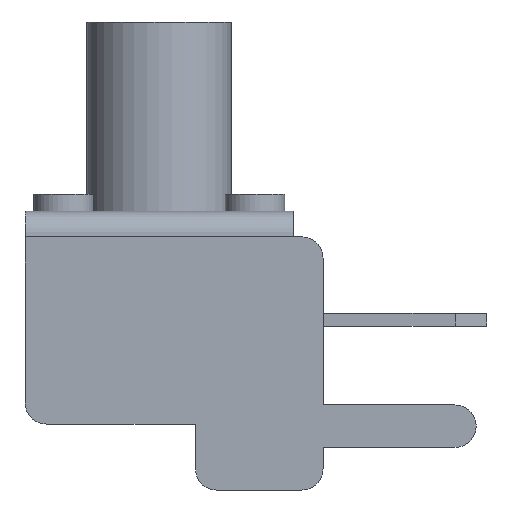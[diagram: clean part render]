
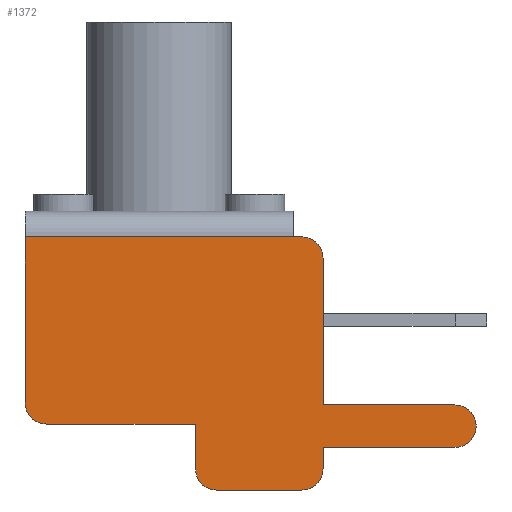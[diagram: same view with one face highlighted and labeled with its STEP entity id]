
A CAD part, left-side view. The second image highlights one B-rep face of the part: STEP entity #1372.
In plain terms, the highlighted planar face has unit normal (-1, 0, 0).
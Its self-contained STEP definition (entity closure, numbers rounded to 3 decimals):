
#71=LINE($,#2115,#201);
#97=LINE($,#2190,#227);
#99=LINE($,#2194,#229);
#102=LINE($,#2200,#232);
#104=LINE($,#2204,#234);
#107=LINE($,#2210,#237);
#120=LINE($,#2238,#250);
#125=LINE($,#2254,#255);
#129=LINE($,#2266,#259);
#133=LINE($,#2278,#263);
#201=VECTOR($,#1718,6.3);
#227=VECTOR($,#1778,3.5);
#229=VECTOR($,#1782,1.05);
#232=VECTOR($,#1787,3.1);
#234=VECTOR($,#1791,0.2);
#237=VECTOR($,#1796,0.5);
#250=VECTOR($,#1823,3.9);
#255=VECTOR($,#1844,2.);
#259=VECTOR($,#1860,3.45);
#263=VECTOR($,#1876,3.1);
#391=FACE_OUTER_BOUND($,#488,.T.);
#488=EDGE_LOOP($,(#1138,#1139,#1140,#1141,#1142,#1143,#1144,#1145,#1146,
#1147,#1148,#1149,#1150,#1151,#1152));
#546=CIRCLE($,#1485,0.5);
#547=CIRCLE($,#1488,0.5);
#550=CIRCLE($,#1496,0.5);
#552=CIRCLE($,#1502,0.5);
#554=CIRCLE($,#1508,0.5);
#617=VERTEX_POINT($,#2107);
#618=VERTEX_POINT($,#2111);
#649=VERTEX_POINT($,#2186);
#650=VERTEX_POINT($,#2188);
#651=VERTEX_POINT($,#2192);
#652=VERTEX_POINT($,#2196);
#653=VERTEX_POINT($,#2198);
#654=VERTEX_POINT($,#2202);
#655=VERTEX_POINT($,#2206);
#656=VERTEX_POINT($,#2208);
#663=VERTEX_POINT($,#2232);
#664=VERTEX_POINT($,#2236);
#667=VERTEX_POINT($,#2252);
#669=VERTEX_POINT($,#2264);
#671=VERTEX_POINT($,#2276);
#762=EDGE_CURVE($,#618,#617,#71,.T.);
#799=EDGE_CURVE($,#649,#650,#97,.T.);
#801=EDGE_CURVE($,#650,#651,#99,.T.);
#804=EDGE_CURVE($,#652,#653,#102,.T.);
#806=EDGE_CURVE($,#654,#618,#104,.T.);
#809=EDGE_CURVE($,#655,#656,#107,.T.);
#821=EDGE_CURVE($,#663,#651,#546,.T.);
#823=EDGE_CURVE($,#664,#617,#120,.T.);
#824=EDGE_CURVE($,#649,#664,#547,.T.);
#831=EDGE_CURVE($,#663,#667,#125,.T.);
#832=EDGE_CURVE($,#655,#667,#550,.T.);
#837=EDGE_CURVE($,#653,#669,#129,.T.);
#838=EDGE_CURVE($,#654,#669,#552,.T.);
#843=EDGE_CURVE($,#656,#671,#133,.T.);
#844=EDGE_CURVE($,#652,#671,#554,.T.);
#1138=ORIENTED_EDGE($,*,*,#844,.F.);
#1139=ORIENTED_EDGE($,*,*,#804,.T.);
#1140=ORIENTED_EDGE($,*,*,#837,.T.);
#1141=ORIENTED_EDGE($,*,*,#838,.F.);
#1142=ORIENTED_EDGE($,*,*,#806,.T.);
#1143=ORIENTED_EDGE($,*,*,#762,.T.);
#1144=ORIENTED_EDGE($,*,*,#823,.F.);
#1145=ORIENTED_EDGE($,*,*,#824,.F.);
#1146=ORIENTED_EDGE($,*,*,#799,.T.);
#1147=ORIENTED_EDGE($,*,*,#801,.T.);
#1148=ORIENTED_EDGE($,*,*,#821,.F.);
#1149=ORIENTED_EDGE($,*,*,#831,.T.);
#1150=ORIENTED_EDGE($,*,*,#832,.F.);
#1151=ORIENTED_EDGE($,*,*,#809,.T.);
#1152=ORIENTED_EDGE($,*,*,#843,.T.);
#1265=PLANE($,#1509);
#1372=ADVANCED_FACE($,(#391),#1265,.T.);
#1485=AXIS2_PLACEMENT_3D($,#2234,#1818,#1819);
#1488=AXIS2_PLACEMENT_3D($,#2240,#1826,#1827);
#1496=AXIS2_PLACEMENT_3D($,#2256,#1847,#1848);
#1502=AXIS2_PLACEMENT_3D($,#2268,#1863,#1864);
#1508=AXIS2_PLACEMENT_3D($,#2280,#1879,#1880);
#1509=AXIS2_PLACEMENT_3D($,#2281,#1881,#1882);
#1718=DIRECTION($,(0.,1.,0.));
#1778=DIRECTION($,(0.,-1.,0.));
#1782=DIRECTION($,(0.,0.,-1.));
#1787=DIRECTION($,(0.,1.,0.));
#1791=DIRECTION($,(0.,1.,0.));
#1796=DIRECTION($,(0.,0.,1.));
#1818=DIRECTION('center_axis',(1.,0.,0.));
#1819=DIRECTION('ref_axis',(0.,0.707,-0.707));
#1823=DIRECTION($,(0.,0.,1.));
#1826=DIRECTION('center_axis',(1.,0.,0.));
#1827=DIRECTION('ref_axis',(0.,0.707,-0.707));
#1844=DIRECTION($,(0.,-1.,0.));
#1847=DIRECTION('center_axis',(1.,0.,0.));
#1848=DIRECTION('ref_axis',(0.,-0.707,-0.707));
#1860=DIRECTION($,(0.,0.,1.));
#1863=DIRECTION('center_axis',(1.,0.,0.));
#1864=DIRECTION('ref_axis',(0.,-0.707,0.707));
#1876=DIRECTION($,(0.,-1.,0.));
#1879=DIRECTION('center_axis',(1.,0.,0.));
#1880=DIRECTION('ref_axis',(0.,-0.707,0.707));
#1881=DIRECTION('center_axis',(-1.,0.,0.));
#1882=DIRECTION('ref_axis',(0.,0.,
1.));
#2107=CARTESIAN_POINT('',(0.,6.3,-0.2));
#2111=CARTESIAN_POINT('',(0.,0.,
-0.2));
#2115=CARTESIAN_POINT($,(0.,3.15,-0.2));
#2186=CARTESIAN_POINT('',(0.,5.8,-4.6));
#2188=CARTESIAN_POINT('',(0.,2.3,-4.6));
#2190=CARTESIAN_POINT($,(0.,4.725,-4.6));
#2192=CARTESIAN_POINT('',(0.,2.3,-5.65));
#2194=CARTESIAN_POINT($,(0.,2.3,-3.74));
#2196=CARTESIAN_POINT('',(0.,-3.8,-4.15));
#2198=CARTESIAN_POINT('',(0.,-0.7,-4.15));
#2200=CARTESIAN_POINT($,(0.,-4.3,-4.15));
#2202=CARTESIAN_POINT('',(0.,-0.2,-0.2));
#2204=CARTESIAN_POINT($,(0.,-0.7,-0.2));
#2206=CARTESIAN_POINT('',(0.,-0.7,-5.65));
#2208=CARTESIAN_POINT('',(0.,-0.7,-5.15));
#2210=CARTESIAN_POINT($,(0.,-0.7,-6.15));
#2232=CARTESIAN_POINT('',(0.,1.8,-6.15));
#2234=CARTESIAN_POINT('Origin',(0.,1.8,-5.65));
#2236=CARTESIAN_POINT('',(0.,6.3,-4.1));
#2238=CARTESIAN_POINT($,(0.,6.3,0.981));
#2240=CARTESIAN_POINT('Origin',(0.,5.8,-4.1));
#2252=CARTESIAN_POINT('',(0.,-0.2,-6.15));
#2254=CARTESIAN_POINT($,(0.,0.,
-6.15));
#2256=CARTESIAN_POINT('Origin',(0.,-0.2,
-5.65));
#2264=CARTESIAN_POINT('',(0.,-0.7,-0.7));
#2266=CARTESIAN_POINT($,(0.,-0.7,-6.15));
#2268=CARTESIAN_POINT('Origin',(0.,-0.2,
-0.7));
#2276=CARTESIAN_POINT('',(0.,-3.8,-5.15));
#2278=CARTESIAN_POINT($,(0.,-0.7,-5.15));
#2280=CARTESIAN_POINT('Origin',(0.,-3.8,-4.65));
#2281=CARTESIAN_POINT('Origin',(0.,3.15,-2.88));
